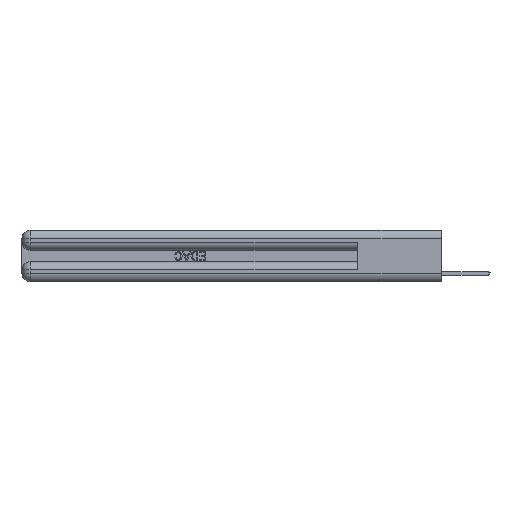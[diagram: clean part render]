
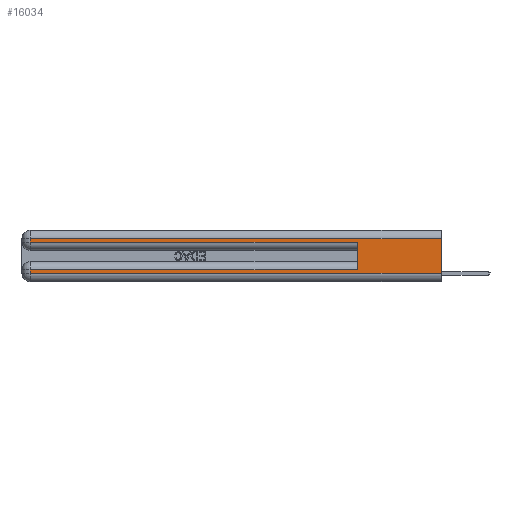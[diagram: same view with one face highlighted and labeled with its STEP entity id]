
A CAD part, left-side view. The second image highlights one B-rep face of the part: STEP entity #16034.
In plain terms, the highlighted planar face has unit normal (-1, 0, 0).
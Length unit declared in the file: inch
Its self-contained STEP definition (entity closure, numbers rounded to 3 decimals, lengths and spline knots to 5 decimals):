
#478 = LINE ( 'NONE', #27288, #11728 ) ;
#1396 = CARTESIAN_POINT ( 'NONE',  ( 0., 0.6, 0.145 ) ) ;
#1584 = CARTESIAN_POINT ( 'NONE',  ( 0., 0., 0.06 ) ) ;
#2188 = DIRECTION ( 'NONE',  ( 0., 1., 0. ) ) ;
#2434 = VECTOR ( 'NONE', #12076, 39.37008 ) ;
#3258 = CARTESIAN_POINT ( 'NONE',  ( 0., 2.94, 0.31 ) ) ;
#3645 = EDGE_CURVE ( 'NONE', #6842, #8958, #27671, .T. ) ;
#4096 = DIRECTION ( 'NONE',  ( 0., 0., -1. ) ) ;
#5118 = VERTEX_POINT ( 'NONE', #10117 ) ;
#6270 = EDGE_CURVE ( 'NONE', #11186, #21840, #25924, .T. ) ;
#6438 = ORIENTED_EDGE ( 'NONE', *, *, #6270, .F. ) ;
#6842 = VERTEX_POINT ( 'NONE', #3258 ) ;
#7054 = EDGE_CURVE ( 'NONE', #11186, #26072, #17640, .T. ) ;
#7461 = DIRECTION ( 'NONE',  ( 0., 0., -1. ) ) ;
#7504 = ORIENTED_EDGE ( 'NONE', *, *, #7054, .T. ) ;
#7877 = EDGE_CURVE ( 'NONE', #8958, #21840, #15247, .T. ) ;
#8314 = AXIS2_PLACEMENT_3D ( 'NONE', #9002, #19711, #14252 ) ;
#8455 = LINE ( 'NONE', #31753, #11272 ) ;
#8710 = VERTEX_POINT ( 'NONE', #24155 ) ;
#8839 = VECTOR ( 'NONE', #7461, 39.37008 ) ;
#8958 = VERTEX_POINT ( 'NONE', #18466 ) ;
#9002 = CARTESIAN_POINT ( 'NONE',  ( 0., 0., 0.37 ) ) ;
#10073 = CARTESIAN_POINT ( 'NONE',  ( 0., 2.94, 0.37 ) ) ;
#10117 = CARTESIAN_POINT ( 'NONE',  ( 0., 0., 0.06 ) ) ;
#11186 = VERTEX_POINT ( 'NONE', #31928 ) ;
#11272 = VECTOR ( 'NONE', #18465, 39.37008 ) ;
#11728 = VECTOR ( 'NONE', #30246, 39.37008 ) ;
#12076 = DIRECTION ( 'NONE',  ( 0., 0., 1. ) ) ;
#14097 = EDGE_LOOP ( 'NONE', ( #20255, #33160, #22189, #33250, #6438, #7504, #17443, #34155 ) ) ;
#14252 = DIRECTION ( 'NONE',  ( 0., 0., -1. ) ) ;
#14895 = VECTOR ( 'NONE', #2188, 39.37008 ) ;
#15247 = LINE ( 'NONE', #20188, #26787 ) ;
#16034 = ADVANCED_FACE ( 'NONE', ( #19543 ), #27417, .F. ) ;
#16630 = EDGE_CURVE ( 'NONE', #20769, #5118, #25599, .T. ) ;
#16755 = VECTOR ( 'NONE', #22976, 39.37008 ) ;
#17327 = EDGE_CURVE ( 'NONE', #8710, #6842, #478, .T. ) ;
#17443 = ORIENTED_EDGE ( 'NONE', *, *, #25370, .T. ) ;
#17640 = LINE ( 'NONE', #26212, #14895 ) ;
#18158 = CARTESIAN_POINT ( 'NONE',  ( 0., 2.94, 0.085 ) ) ;
#18465 = DIRECTION ( 'NONE',  ( 0., 0., -1. ) ) ;
#18466 = CARTESIAN_POINT ( 'NONE',  ( 0., 2.94, 0.285 ) ) ;
#19543 = FACE_OUTER_BOUND ( 'NONE', #14097, .T. ) ;
#19711 = DIRECTION ( 'NONE',  ( 1., 0., 0. ) ) ;
#20188 = CARTESIAN_POINT ( 'NONE',  ( 0., 0., 0.285 ) ) ;
#20255 = ORIENTED_EDGE ( 'NONE', *, *, #25038, .F. ) ;
#20476 = CARTESIAN_POINT ( 'NONE',  ( 0., 0.6, 0.285 ) ) ;
#20769 = VERTEX_POINT ( 'NONE', #26588 ) ;
#20841 = VECTOR ( 'NONE', #4096, 39.37008 ) ;
#21662 = CARTESIAN_POINT ( 'NONE',  ( 0., 0., 0.37 ) ) ;
#21840 = VERTEX_POINT ( 'NONE', #20476 ) ;
#22189 = ORIENTED_EDGE ( 'NONE', *, *, #3645, .T. ) ;
#22976 = DIRECTION ( 'NONE',  ( 0., -1., 0. ) ) ;
#24155 = CARTESIAN_POINT ( 'NONE',  ( 0., 0., 0.31 ) ) ;
#25038 = EDGE_CURVE ( 'NONE', #8710, #5118, #26740, .T. ) ;
#25370 = EDGE_CURVE ( 'NONE', #26072, #20769, #8455, .T. ) ;
#25599 = LINE ( 'NONE', #1584, #16755 ) ;
#25924 = LINE ( 'NONE', #1396, #2434 ) ;
#26072 = VERTEX_POINT ( 'NONE', #18158 ) ;
#26212 = CARTESIAN_POINT ( 'NONE',  ( 0., 0., 0.085 ) ) ;
#26588 = CARTESIAN_POINT ( 'NONE',  ( 0., 2.94, 0.06 ) ) ;
#26740 = LINE ( 'NONE', #21662, #20841 ) ;
#26787 = VECTOR ( 'NONE', #31351, 39.37008 ) ;
#27288 = CARTESIAN_POINT ( 'NONE',  ( 0., 0., 0.31 ) ) ;
#27417 = PLANE ( 'NONE',  #8314 ) ;
#27671 = LINE ( 'NONE', #10073, #8839 ) ;
#30246 = DIRECTION ( 'NONE',  ( 0., 1., 0. ) ) ;
#31351 = DIRECTION ( 'NONE',  ( 0., -1., 0. ) ) ;
#31753 = CARTESIAN_POINT ( 'NONE',  ( 0., 2.94, 0.37 ) ) ;
#31928 = CARTESIAN_POINT ( 'NONE',  ( 0., 0.6, 0.085 ) ) ;
#33160 = ORIENTED_EDGE ( 'NONE', *, *, #17327, .T. ) ;
#33250 = ORIENTED_EDGE ( 'NONE', *, *, #7877, .T. ) ;
#34155 = ORIENTED_EDGE ( 'NONE', *, *, #16630, .T. ) ;
